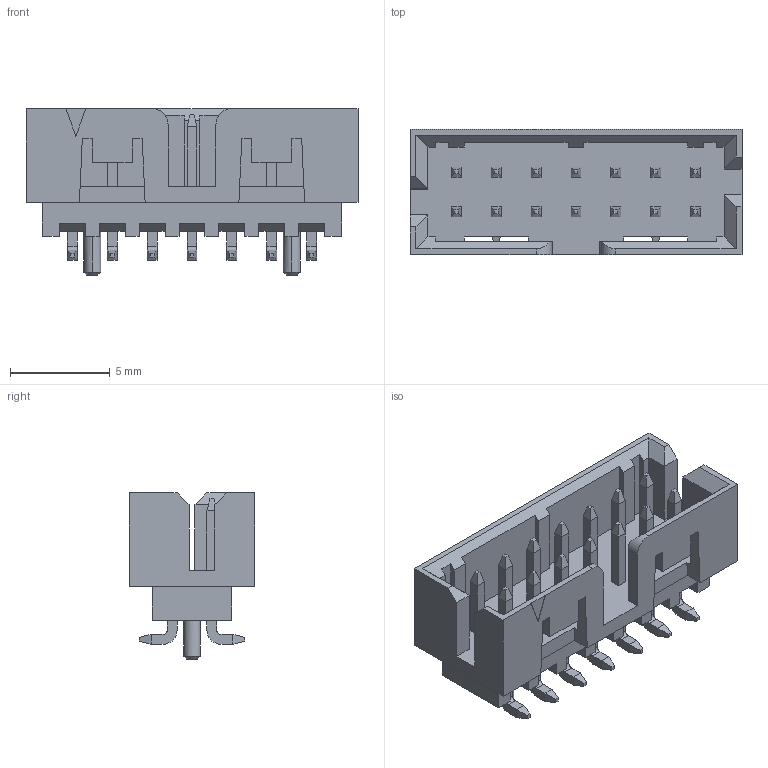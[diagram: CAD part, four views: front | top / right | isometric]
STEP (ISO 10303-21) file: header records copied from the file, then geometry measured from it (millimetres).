
FILE_DESCRIPTION(('FreeCAD Model'),'2;1');
FILE_NAME('_78321420_cp.step', '2018-07-24T11:53:57',('kicad StepUp'),('ksu MCAD'), 'Open CASCADE STEP processor 7.2','FreeCAD','Unknown');
FILE_SCHEMA(('AUTOMOTIVE_DESIGN { 1 0 10303 214 1 1 1 1 }'));
Length unit declared in the file: millimetre
Products named in the file (1): _78321420_cp
Bounding box: 16.65 x 6.3 x 8.35 mm (x, y, z)
Volume: 287.6 mm3; surface area: 790.1 mm2
Topology: 1 solids, 1 shells, 465 faces, 1190 edges, 752 vertices
Faces by surface type: plane 427, cylinder 34, cone 4
Entity records: 16973 total; most frequent: CARTESIAN_POINT 2418, ORIENTED_EDGE 2380, DIRECTION 2200, EDGE_CURVE 1190, LINE 1108, VECTOR 1108, VERTEX_POINT 752, AXIS2_PLACEMENT_3D 546
